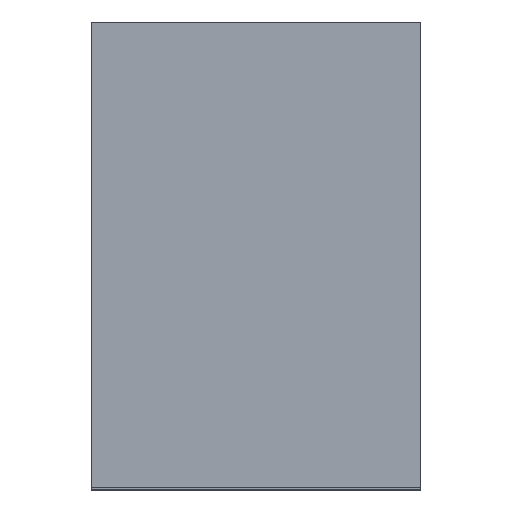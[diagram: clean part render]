
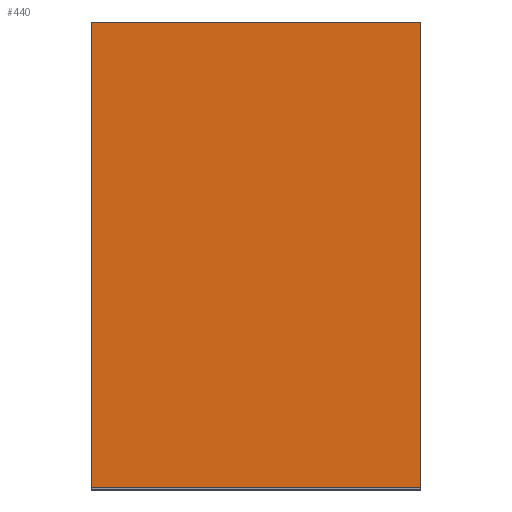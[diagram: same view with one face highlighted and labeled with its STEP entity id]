
A CAD part, top view. The second image highlights one B-rep face of the part: STEP entity #440.
In plain terms, the highlighted planar face has unit normal (0, 0, 1).
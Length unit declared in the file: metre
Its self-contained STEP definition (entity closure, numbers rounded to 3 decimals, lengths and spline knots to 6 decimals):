
#440 = ADVANCED_FACE( 'NONE', ( #1216 ), #1217, .F. );
#1216 = FACE_OUTER_BOUND( '', #2782, .T. );
#1217 = PLANE( '', #2783 );
#2782 = EDGE_LOOP( '', ( #9398, #9399, #9400, #9401 ) );
#2783 = AXIS2_PLACEMENT_3D( '', #9402, #9403, #9404 );
#9398 = ORIENTED_EDGE( '', *, *, #13296, .T. );
#9399 = ORIENTED_EDGE( '', *, *, #13284, .F. );
#9400 = ORIENTED_EDGE( '', *, *, #13297, .F. );
#9401 = ORIENTED_EDGE( '', *, *, #13298, .T. );
#9402 = CARTESIAN_POINT( '', ( 0., 0.012, 0.019 ) );
#9403 = DIRECTION( '', ( 0., 0., -1. ) );
#9404 = DIRECTION( '', ( 0., -1., 0. ) );
#13284 = EDGE_CURVE( 'NONE', #15224, #15226, #15227, .T. );
#13296 = EDGE_CURVE( 'NONE', #15244, #15226, #15245, .T. );
#13297 = EDGE_CURVE( 'NONE', #15246, #15224, #15247, .T. );
#13298 = EDGE_CURVE( 'NONE', #15246, #15244, #15248, .T. );
#15224 = VERTEX_POINT( 'NONE', #19057 );
#15226 = VERTEX_POINT( 'NONE', #19060 );
#15227 = LINE( '', #19061, #19062 );
#15244 = VERTEX_POINT( 'NONE', #19088 );
#15245 = LINE( '', #19089, #19090 );
#15246 = VERTEX_POINT( 'NONE', #19091 );
#15247 = LINE( '', #19092, #19093 );
#15248 = LINE( '', #19094, #19095 );
#19057 = CARTESIAN_POINT( '', ( -0.013, 0.012, 0.019 ) );
#19060 = CARTESIAN_POINT( '', ( -0.013, 0., 0.019 ) );
#19061 = CARTESIAN_POINT( '', ( -0.013, 0.012, 0.019 ) );
#19062 = VECTOR( '', #30299, 1. );
#19088 = CARTESIAN_POINT( '', ( -0.0215, 0., 0.019 ) );
#19089 = CARTESIAN_POINT( '', ( 0., 0., 0.019 ) );
#19090 = VECTOR( '', #30315, 1. );
#19091 = CARTESIAN_POINT( '', ( -0.0215, 0.012, 0.019 ) );
#19092 = CARTESIAN_POINT( '', ( 0., 0.012, 0.019 ) );
#19093 = VECTOR( '', #30316, 1. );
#19094 = CARTESIAN_POINT( '', ( -0.0215, 0.012, 0.019 ) );
#19095 = VECTOR( '', #30317, 1. );
#30299 = DIRECTION( '', ( 0., -1., 0. ) );
#30315 = DIRECTION( '', ( 1., 0., 0. ) );
#30316 = DIRECTION( '', ( 1., 0., 0. ) );
#30317 = DIRECTION( '', ( 0., -1., 0. ) );
